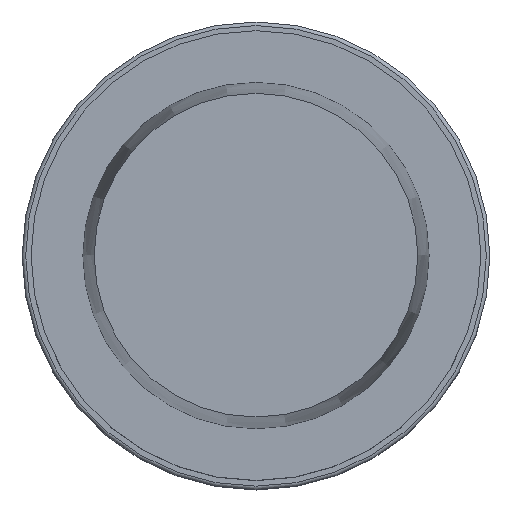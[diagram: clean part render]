
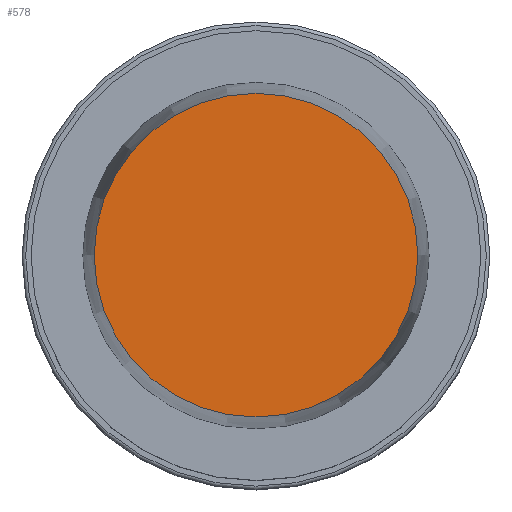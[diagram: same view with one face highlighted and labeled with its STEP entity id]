
A CAD part, top view. The second image highlights one B-rep face of the part: STEP entity #578.
In plain terms, the highlighted planar face has unit normal (0, 0, 1).
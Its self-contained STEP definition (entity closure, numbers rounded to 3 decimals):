
#401=FACE_OUTER_BOUND('',#803,.T.);
#480=PLANE('',#1716);
#578=ADVANCED_FACE('CU_CO_N1_SU_3',(#401),#480,.F.);
#803=EDGE_LOOP('',(#1063));
#1063=ORIENTED_EDGE('',*,*,#1458,.F.);
#1306=VERTEX_POINT('',#2469);
#1458=EDGE_CURVE('',#1306,#1306,#1570,.T.);
#1570=CIRCLE('',#1715,44.97);
#1715=AXIS2_PLACEMENT_3D('',#2468,#2030,#2031);
#1716=AXIS2_PLACEMENT_3D('',#2470,#2032,#2033);
#2030=DIRECTION('',(0.,0.,-1.));
#2031=DIRECTION('',(-1.,0.,0.));
#2032=DIRECTION('',(0.,0.,-1.));
#2033=DIRECTION('',(-1.,0.,0.));
#2468=CARTESIAN_POINT('',(0.,0.,63.));
#2469=CARTESIAN_POINT('',(-44.97,0.,63.));
#2470=CARTESIAN_POINT('',(0.,0.,63.));
